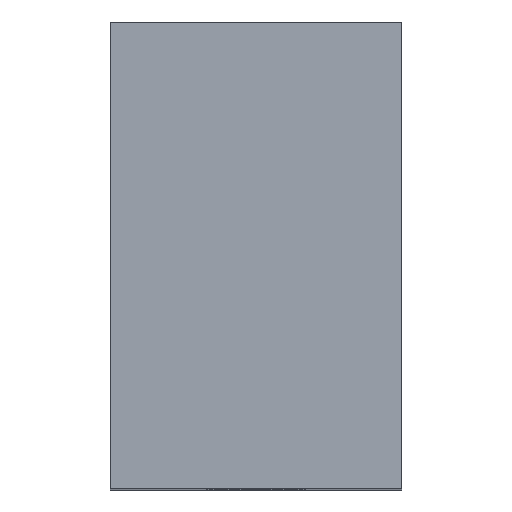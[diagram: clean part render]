
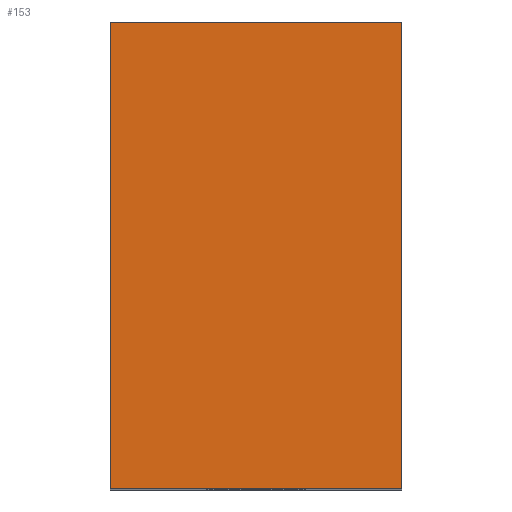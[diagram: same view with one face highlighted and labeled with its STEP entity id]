
A CAD part, top view. The second image highlights one B-rep face of the part: STEP entity #153.
In plain terms, the highlighted planar face has unit normal (0, 0, 1).
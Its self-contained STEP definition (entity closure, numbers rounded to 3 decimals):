
#153 = ADVANCED_FACE ( 'NONE', ( #2046 ), #1372, .T. ) ;
#296 = VERTEX_POINT ( 'NONE', #4308 ) ;
#355 = VERTEX_POINT ( 'NONE', #4372 ) ;
#356 = VERTEX_POINT ( 'NONE', #4373 ) ;
#357 = VERTEX_POINT ( 'NONE', #4374 ) ;
#1372 = PLANE ( 'NONE',  #3745 ) ;
#1375 = CARTESIAN_POINT ( 'NONE',  ( 0., 0., 96. ) ) ;
#1381 = DIRECTION ( 'NONE',  ( 0., 0., 1. ) ) ;
#1382 = DIRECTION ( 'NONE',  ( 1., 0., 0. ) ) ;
#2046 = FACE_OUTER_BOUND ( 'NONE', #8475, .T. ) ;
#3232 = EDGE_CURVE ( 'NONE', #355, #357, #6420, .T. ) ;
#3234 = EDGE_CURVE ( 'NONE', #357, #356, #6424, .T. ) ;
#3236 = EDGE_CURVE ( 'NONE', #355, #296, #6428, .T. ) ;
#3237 = EDGE_CURVE ( 'NONE', #356, #296, #6404, .T. ) ;
#3745 = AXIS2_PLACEMENT_3D ( 'NONE', #1375, #1381, #1382 ) ;
#4308 = CARTESIAN_POINT ( 'NONE',  ( -12.5, -20., 96. ) ) ;
#4372 = CARTESIAN_POINT ( 'NONE',  ( -12.5, 20., 96. ) ) ;
#4373 = CARTESIAN_POINT ( 'NONE',  ( 12.5, -20., 96. ) ) ;
#4374 = CARTESIAN_POINT ( 'NONE',  ( 12.5, 20., 96. ) ) ;
#5562 = CARTESIAN_POINT ( 'NONE',  ( -12.5, 20., 96. ) ) ;
#5563 = DIRECTION ( 'NONE',  ( 1., 0., 0. ) ) ;
#5564 = CARTESIAN_POINT ( 'NONE',  ( 12.5, -20., 96. ) ) ;
#5566 = CARTESIAN_POINT ( 'NONE',  ( 12.5, 20., 96. ) ) ;
#5567 = DIRECTION ( 'NONE',  ( 0., -1., 0. ) ) ;
#5570 = CARTESIAN_POINT ( 'NONE',  ( -12.5, 0., 96. ) ) ;
#5571 = DIRECTION ( 'NONE',  ( 0., -1., 0. ) ) ;
#5573 = DIRECTION ( 'NONE',  ( -1., 0., 0. ) ) ;
#6404 = LINE ( 'NONE', #5564, #6430 ) ;
#6420 = LINE ( 'NONE', #5562, #6421 ) ;
#6421 = VECTOR ( 'NONE', #5563, 1000. ) ;
#6424 = LINE ( 'NONE', #5566, #6425 ) ;
#6425 = VECTOR ( 'NONE', #5567, 1000. ) ;
#6428 = LINE ( 'NONE', #5570, #6429 ) ;
#6429 = VECTOR ( 'NONE', #5571, 1000. ) ;
#6430 = VECTOR ( 'NONE', #5573, 1000. ) ;
#7587 = ORIENTED_EDGE ( 'NONE', *, *, #3234, .F. ) ;
#7588 = ORIENTED_EDGE ( 'NONE', *, *, #3232, .F. ) ;
#7589 = ORIENTED_EDGE ( 'NONE', *, *, #3236, .T. ) ;
#7590 = ORIENTED_EDGE ( 'NONE', *, *, #3237, .F. ) ;
#8475 = EDGE_LOOP ( 'NONE', ( #7587, #7588, #7589, #7590 ) ) ;
